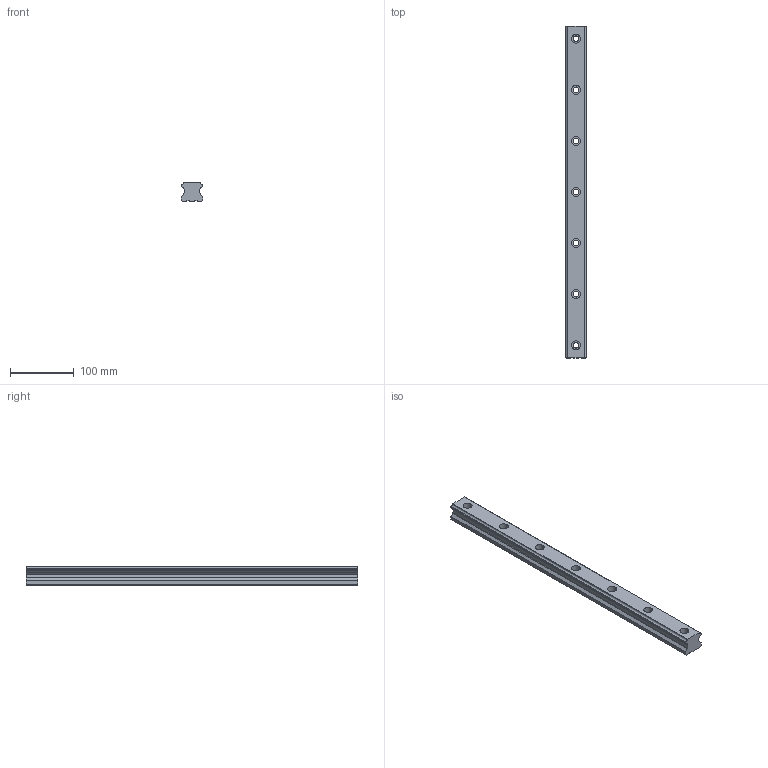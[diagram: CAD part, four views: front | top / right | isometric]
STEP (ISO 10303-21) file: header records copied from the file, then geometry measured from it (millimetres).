
FILE_DESCRIPTION (( 'STEP AP203' ), '1' );
FILE_NAME ('H35-520L.step', '2021-02-18T17:48:48', ( '' ), ( '' ), 'SwSTEP 2.0', 'SolidWorks 2019', '' );
FILE_SCHEMA (( 'CONFIG_CONTROL_DESIGN' ));
Length unit declared in the file: millimetre
Products named in the file (1): H35-520L
Bounding box: 34 x 520 x 29 mm (x, y, z)
Volume: 421102.3 mm3; surface area: 75216.3 mm2
Topology: 1 solids, 1 shells, 94 faces, 276 edges, 184 vertices
Faces by surface type: plane 58, cylinder 36
Entity records: 3265 total; most frequent: CARTESIAN_POINT 639, ORIENTED_EDGE 552, DIRECTION 538, EDGE_CURVE 276, AXIS2_PLACEMENT_3D 195, VERTEX_POINT 184, VECTOR 148, LINE 148
